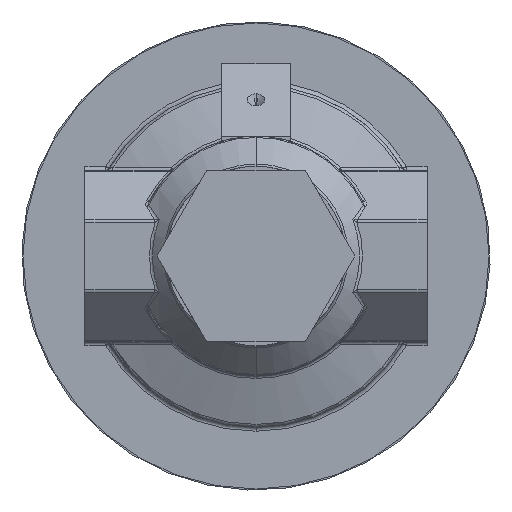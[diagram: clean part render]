
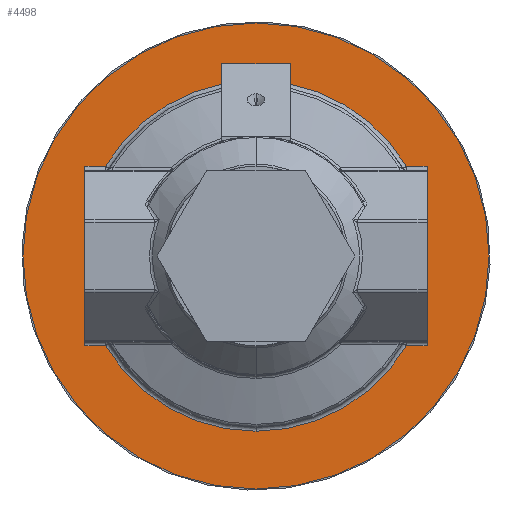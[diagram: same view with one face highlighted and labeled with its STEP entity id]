
A CAD part, front view. The second image highlights one B-rep face of the part: STEP entity #4498.
In plain terms, the highlighted planar face has unit normal (0, -1, 0).
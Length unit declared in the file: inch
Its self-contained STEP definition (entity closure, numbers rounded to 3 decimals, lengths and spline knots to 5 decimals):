
#254 = DIRECTION ( 'NONE',  ( 0., -1., 0. ) ) ;
#756 = CARTESIAN_POINT ( 'NONE',  ( 3.47, 1.22, 1.31 ) ) ;
#1460 = CARTESIAN_POINT ( 'NONE',  ( 2.5, 1.22, 1.31 ) ) ;
#1679 = VERTEX_POINT ( 'NONE', #11853 ) ;
#2119 = DIRECTION ( 'NONE',  ( 1., 0., 0. ) ) ;
#2538 = LINE ( 'NONE', #756, #28627 ) ;
#3618 = LINE ( 'NONE', #34570, #11666 ) ;
#3680 = ORIENTED_EDGE ( 'NONE', *, *, #23763, .T. ) ;
#4149 = DIRECTION ( 'NONE',  ( 1., 0., 0. ) ) ;
#4347 = VERTEX_POINT ( 'NONE', #1460 ) ;
#4498 = ADVANCED_FACE ( 'NONE', ( #12080, #36944 ), #5152, .T. ) ;
#5147 = CIRCLE ( 'NONE', #42808, 2.56 ) ;
#5152 = PLANE ( 'NONE',  #17488 ) ;
#5819 = VERTEX_POINT ( 'NONE', #34193 ) ;
#6027 = EDGE_LOOP ( 'NONE', ( #16518, #37700 ) ) ;
#6343 = ORIENTED_EDGE ( 'NONE', *, *, #29227, .T. ) ;
#6940 = VERTEX_POINT ( 'NONE', #8754 ) ;
#7342 = CARTESIAN_POINT ( 'NONE',  ( -2.5, 1.22, 1.31 ) ) ;
#7348 = DIRECTION ( 'NONE',  ( 0., -1., 0. ) ) ;
#7626 = EDGE_CURVE ( 'NONE', #32339, #1679, #26817, .T. ) ;
#7823 = DIRECTION ( 'NONE',  ( 0., 1., 0. ) ) ;
#8396 = VECTOR ( 'NONE', #2119, 39.37008 ) ;
#8754 = CARTESIAN_POINT ( 'NONE',  ( 0., 1.22, -3.405 ) ) ;
#9628 = CARTESIAN_POINT ( 'NONE',  ( 3.47, 1.22, -1.31 ) ) ;
#10108 = ORIENTED_EDGE ( 'NONE', *, *, #20095, .F. ) ;
#10174 = VERTEX_POINT ( 'NONE', #14051 ) ;
#10238 = DIRECTION ( 'NONE',  ( 0., 0., 1. ) ) ;
#11226 = DIRECTION ( 'NONE',  ( 0., 1., 0. ) ) ;
#11666 = VECTOR ( 'NONE', #41374, 39.37008 ) ;
#11853 = CARTESIAN_POINT ( 'NONE',  ( 0., 1.22, -2.56 ) ) ;
#11989 = AXIS2_PLACEMENT_3D ( 'NONE', #38337, #18070, #41754 ) ;
#12080 = FACE_BOUND ( 'NONE', #35604, .T. ) ;
#12160 = VECTOR ( 'NONE', #33324, 39.37008 ) ;
#12183 = CARTESIAN_POINT ( 'NONE',  ( 0.5, 1.22, 2.5107 ) ) ;
#12273 = CARTESIAN_POINT ( 'NONE',  ( 3.47, 1.22, 1.31 ) ) ;
#12904 = VERTEX_POINT ( 'NONE', #33912 ) ;
#13250 = CIRCLE ( 'NONE', #36775, 3.405 ) ;
#13662 = CARTESIAN_POINT ( 'NONE',  ( -2.5, 1.22, -1.35 ) ) ;
#13986 = VERTEX_POINT ( 'NONE', #16401 ) ;
#14051 = CARTESIAN_POINT ( 'NONE',  ( -2.19943, 1.22, 1.31 ) ) ;
#14357 = ORIENTED_EDGE ( 'NONE', *, *, #25414, .T. ) ;
#14794 = CARTESIAN_POINT ( 'NONE',  ( -0.5, 1.22, 2.81066 ) ) ;
#15041 = VECTOR ( 'NONE', #15462, 39.37008 ) ;
#15238 = CARTESIAN_POINT ( 'NONE',  ( 2.19943, 1.22, 1.31 ) ) ;
#15437 = DIRECTION ( 'NONE',  ( 0., -1., 0. ) ) ;
#15462 = DIRECTION ( 'NONE',  ( -1., 0., 0. ) ) ;
#16175 = AXIS2_PLACEMENT_3D ( 'NONE', #27704, #7348, #31128 ) ;
#16401 = CARTESIAN_POINT ( 'NONE',  ( -0.5, 1.22, 2.81066 ) ) ;
#16475 = ORIENTED_EDGE ( 'NONE', *, *, #7626, .T. ) ;
#16518 = ORIENTED_EDGE ( 'NONE', *, *, #30907, .T. ) ;
#17083 = DIRECTION ( 'NONE',  ( 0., 0., 1. ) ) ;
#17488 = AXIS2_PLACEMENT_3D ( 'NONE', #25508, #15437, #39105 ) ;
#17610 = AXIS2_PLACEMENT_3D ( 'NONE', #31560, #11226, #34932 ) ;
#18070 = DIRECTION ( 'NONE',  ( 0., 1., 0. ) ) ;
#18542 = LINE ( 'NONE', #12273, #8396 ) ;
#18629 = EDGE_CURVE ( 'NONE', #12904, #4347, #43625, .T. ) ;
#18631 = DIRECTION ( 'NONE',  ( 0., 1., 0. ) ) ;
#19726 = VERTEX_POINT ( 'NONE', #15238 ) ;
#20095 = EDGE_CURVE ( 'NONE', #22066, #13986, #42047, .T. ) ;
#20354 = CARTESIAN_POINT ( 'NONE',  ( 2.5, 1.22, -1.35 ) ) ;
#20647 = CARTESIAN_POINT ( 'NONE',  ( 0., 1.22, 0. ) ) ;
#21094 = CIRCLE ( 'NONE', #17610, 2.56 ) ;
#21205 = CARTESIAN_POINT ( 'NONE',  ( 3.47, 1.22, -1.31 ) ) ;
#21249 = LINE ( 'NONE', #13662, #39204 ) ;
#22066 = VERTEX_POINT ( 'NONE', #26683 ) ;
#22830 = ORIENTED_EDGE ( 'NONE', *, *, #26481, .T. ) ;
#23763 = EDGE_CURVE ( 'NONE', #5819, #38726, #21249, .T. ) ;
#23824 = EDGE_CURVE ( 'NONE', #27135, #6940, #13250, .T. ) ;
#24032 = DIRECTION ( 'NONE',  ( 0., 0., -1. ) ) ;
#24034 = EDGE_CURVE ( 'NONE', #31928, #13986, #34987, .T. ) ;
#24577 = EDGE_CURVE ( 'NONE', #25168, #22066, #3618, .T. ) ;
#24597 = EDGE_CURVE ( 'NONE', #19726, #4347, #2538, .T. ) ;
#24625 = DIRECTION ( 'NONE',  ( -1., 0., 0. ) ) ;
#24749 = CARTESIAN_POINT ( 'NONE',  ( -0.5, 1.22, 2.5107 ) ) ;
#25168 = VERTEX_POINT ( 'NONE', #12183 ) ;
#25414 = EDGE_CURVE ( 'NONE', #12904, #32339, #38122, .T. ) ;
#25508 = CARTESIAN_POINT ( 'NONE',  ( 3.47, 1.22, 0. ) ) ;
#26481 = EDGE_CURVE ( 'NONE', #38726, #10174, #18542, .T. ) ;
#26528 = ORIENTED_EDGE ( 'NONE', *, *, #30236, .T. ) ;
#26683 = CARTESIAN_POINT ( 'NONE',  ( 0.5, 1.22, 2.81066 ) ) ;
#26753 = CARTESIAN_POINT ( 'NONE',  ( 2.19943, 1.22, -1.31 ) ) ;
#26817 = CIRCLE ( 'NONE', #11989, 2.56 ) ;
#27135 = VERTEX_POINT ( 'NONE', #37545 ) ;
#27601 = ORIENTED_EDGE ( 'NONE', *, *, #29736, .T. ) ;
#27704 = CARTESIAN_POINT ( 'NONE',  ( 0., 1.22, 0. ) ) ;
#28151 = CARTESIAN_POINT ( 'NONE',  ( 0., 1.22, 0. ) ) ;
#28627 = VECTOR ( 'NONE', #4149, 39.37008 ) ;
#29227 = EDGE_CURVE ( 'NONE', #25168, #19726, #37464, .T. ) ;
#29736 = EDGE_CURVE ( 'NONE', #35273, #5819, #39048, .T. ) ;
#30048 = VECTOR ( 'NONE', #24625, 39.37008 ) ;
#30236 = EDGE_CURVE ( 'NONE', #1679, #35273, #5147, .T. ) ;
#30907 = EDGE_CURVE ( 'NONE', #6940, #27135, #39603, .T. ) ;
#31128 = DIRECTION ( 'NONE',  ( 0., 0., -1. ) ) ;
#31560 = CARTESIAN_POINT ( 'NONE',  ( 0., 1.22, 0. ) ) ;
#31588 = DIRECTION ( 'NONE',  ( 0., 0., -1. ) ) ;
#31928 = VERTEX_POINT ( 'NONE', #24749 ) ;
#31929 = EDGE_CURVE ( 'NONE', #10174, #31928, #21094, .T. ) ;
#32339 = VERTEX_POINT ( 'NONE', #26753 ) ;
#32914 = ORIENTED_EDGE ( 'NONE', *, *, #31929, .T. ) ;
#33324 = DIRECTION ( 'NONE',  ( -1., 0., 0. ) ) ;
#33912 = CARTESIAN_POINT ( 'NONE',  ( 2.5, 1.22, -1.31 ) ) ;
#34193 = CARTESIAN_POINT ( 'NONE',  ( -2.5, 1.22, -1.31 ) ) ;
#34570 = CARTESIAN_POINT ( 'NONE',  ( 0.5, 1.22, 2.81066 ) ) ;
#34641 = VECTOR ( 'NONE', #10238, 39.37008 ) ;
#34932 = DIRECTION ( 'NONE',  ( 0., 0., -1. ) ) ;
#34987 = LINE ( 'NONE', #14794, #43967 ) ;
#35273 = VERTEX_POINT ( 'NONE', #38402 ) ;
#35604 = EDGE_LOOP ( 'NONE', ( #38193, #39229, #14357, #16475, #26528, #27601, #3680, #22830, #32914, #44035, #10108, #38237, #6343 ) ) ;
#35750 = CARTESIAN_POINT ( 'NONE',  ( 0.5, 1.22, 2.81066 ) ) ;
#36775 = AXIS2_PLACEMENT_3D ( 'NONE', #20647, #254, #24032 ) ;
#36944 = FACE_OUTER_BOUND ( 'NONE', #6027, .T. ) ;
#37464 = CIRCLE ( 'NONE', #42246, 2.56 ) ;
#37545 = CARTESIAN_POINT ( 'NONE',  ( 0., 1.22, 3.405 ) ) ;
#37700 = ORIENTED_EDGE ( 'NONE', *, *, #23824, .T. ) ;
#38122 = LINE ( 'NONE', #9628, #12160 ) ;
#38193 = ORIENTED_EDGE ( 'NONE', *, *, #24597, .T. ) ;
#38237 = ORIENTED_EDGE ( 'NONE', *, *, #24577, .F. ) ;
#38337 = CARTESIAN_POINT ( 'NONE',  ( 0., 1.22, 0. ) ) ;
#38402 = CARTESIAN_POINT ( 'NONE',  ( -2.19943, 1.22, -1.31 ) ) ;
#38726 = VERTEX_POINT ( 'NONE', #7342 ) ;
#38887 = CARTESIAN_POINT ( 'NONE',  ( 0., 1.22, 0. ) ) ;
#39048 = LINE ( 'NONE', #21205, #30048 ) ;
#39105 = DIRECTION ( 'NONE',  ( 0., 0., -1. ) ) ;
#39204 = VECTOR ( 'NONE', #17083, 39.37008 ) ;
#39229 = ORIENTED_EDGE ( 'NONE', *, *, #18629, .F. ) ;
#39603 = CIRCLE ( 'NONE', #16175, 3.405 ) ;
#41374 = DIRECTION ( 'NONE',  ( 0., 0., 1. ) ) ;
#41754 = DIRECTION ( 'NONE',  ( 0., 0., -1. ) ) ;
#41882 = DIRECTION ( 'NONE',  ( 0., 0., 1. ) ) ;
#42047 = LINE ( 'NONE', #35750, #15041 ) ;
#42246 = AXIS2_PLACEMENT_3D ( 'NONE', #28151, #7823, #31588 ) ;
#42287 = DIRECTION ( 'NONE',  ( 0., 0., -1. ) ) ;
#42808 = AXIS2_PLACEMENT_3D ( 'NONE', #38887, #18631, #42287 ) ;
#43625 = LINE ( 'NONE', #20354, #34641 ) ;
#43967 = VECTOR ( 'NONE', #41882, 39.37008 ) ;
#44035 = ORIENTED_EDGE ( 'NONE', *, *, #24034, .T. ) ;
